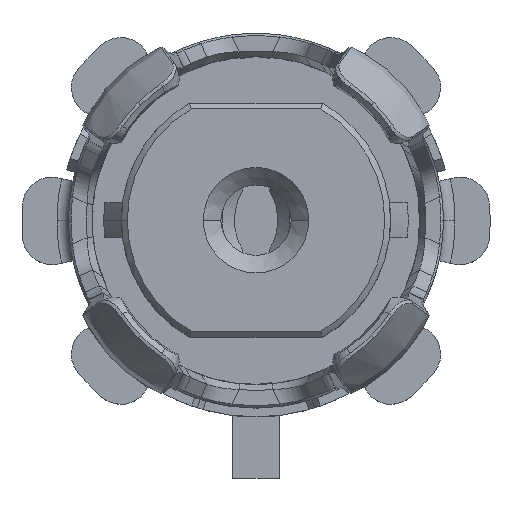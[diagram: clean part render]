
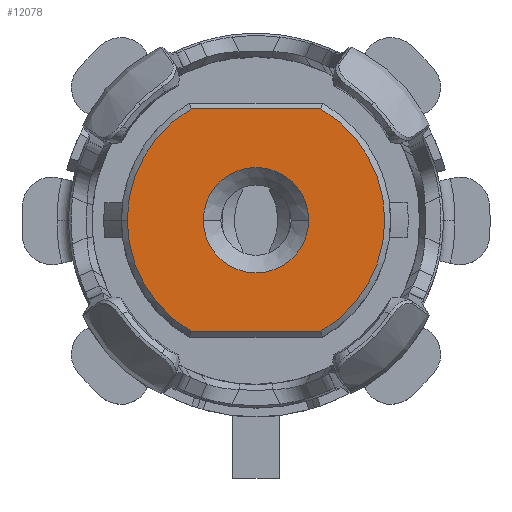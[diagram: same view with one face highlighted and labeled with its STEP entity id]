
A CAD part, top view. The second image highlights one B-rep face of the part: STEP entity #12078.
In plain terms, the highlighted planar face has unit normal (0, 0, 1).
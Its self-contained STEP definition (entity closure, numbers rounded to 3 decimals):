
#66 = DIRECTION ( 'NONE',  ( 0., 0., 1. ) ) ;
#248 = AXIS2_PLACEMENT_3D ( 'NONE', #14574, #20845, #803 ) ;
#725 = VERTEX_POINT ( 'NONE', #15261 ) ;
#803 = DIRECTION ( 'NONE',  ( -1., 0., 0. ) ) ;
#1660 = LINE ( 'NONE', #23350, #16407 ) ;
#1892 = EDGE_CURVE ( 'NONE', #17553, #8609, #3772, .T. ) ;
#2245 = CIRCLE ( 'NONE', #10750, 1.1 ) ;
#2456 = CIRCLE ( 'NONE', #5214, 1.1 ) ;
#2749 = CARTESIAN_POINT ( 'NONE',  ( 0., 0., 4.08 ) ) ;
#3772 = CIRCLE ( 'NONE', #248, 0.45 ) ;
#3796 = DIRECTION ( 'NONE',  ( 1., 0., 0. ) ) ;
#4316 = DIRECTION ( 'NONE',  ( -1., 0., 0. ) ) ;
#4968 = CARTESIAN_POINT ( 'NONE',  ( -0.555, -0.95, 4.08 ) ) ;
#5098 = ORIENTED_EDGE ( 'NONE', *, *, #24912, .T. ) ;
#5214 = AXIS2_PLACEMENT_3D ( 'NONE', #2749, #20710, #17356 ) ;
#5563 = DIRECTION ( 'NONE',  ( 0., 0., -1. ) ) ;
#6617 = AXIS2_PLACEMENT_3D ( 'NONE', #21856, #10593, #4316 ) ;
#6711 = ORIENTED_EDGE ( 'NONE', *, *, #1892, .T. ) ;
#7438 = VERTEX_POINT ( 'NONE', #13710 ) ;
#7600 = CARTESIAN_POINT ( 'NONE',  ( 0., 0., 4.08 ) ) ;
#8018 = DIRECTION ( 'NONE',  ( -1., 0., 0. ) ) ;
#8448 = FACE_OUTER_BOUND ( 'NONE', #10459, .T. ) ;
#8609 = VERTEX_POINT ( 'NONE', #20254 ) ;
#8937 = EDGE_LOOP ( 'NONE', ( #14635, #6711 ) ) ;
#9176 = DIRECTION ( 'NONE',  ( -1., 0., 0. ) ) ;
#9712 = FACE_BOUND ( 'NONE', #8937, .T. ) ;
#10459 = EDGE_LOOP ( 'NONE', ( #16701, #25075, #13010, #15879, #5098 ) ) ;
#10593 = DIRECTION ( 'NONE',  ( 0., 0., -1. ) ) ;
#10691 = EDGE_CURVE ( 'NONE', #7438, #17367, #20538, .T. ) ;
#10750 = AXIS2_PLACEMENT_3D ( 'NONE', #7600, #66, #20943 ) ;
#12078 = ADVANCED_FACE ( 'NONE', ( #8448, #9712 ), #16790, .F. ) ;
#12704 = CIRCLE ( 'NONE', #6617, 0.45 ) ;
#12785 = EDGE_CURVE ( 'NONE', #8609, #17553, #12704, .T. ) ;
#12928 = DIRECTION ( 'NONE',  ( 0., 0., 1. ) ) ;
#13010 = ORIENTED_EDGE ( 'NONE', *, *, #10691, .T. ) ;
#13056 = CARTESIAN_POINT ( 'NONE',  ( 0., 1.15, 4.08 ) ) ;
#13403 = CARTESIAN_POINT ( 'NONE',  ( 0.568, -0.95, 4.08 ) ) ;
#13710 = CARTESIAN_POINT ( 'NONE',  ( -1.1, 0., 4.08 ) ) ;
#14189 = VECTOR ( 'NONE', #3796, 1000. ) ;
#14574 = CARTESIAN_POINT ( 'NONE',  ( 0., 0., 4.08 ) ) ;
#14635 = ORIENTED_EDGE ( 'NONE', *, *, #12785, .T. ) ;
#15261 = CARTESIAN_POINT ( 'NONE',  ( 0.555, -0.95, 4.08 ) ) ;
#15879 = ORIENTED_EDGE ( 'NONE', *, *, #21257, .T. ) ;
#16217 = VERTEX_POINT ( 'NONE', #18112 ) ;
#16407 = VECTOR ( 'NONE', #9176, 1000. ) ;
#16701 = ORIENTED_EDGE ( 'NONE', *, *, #17067, .T. ) ;
#16790 = PLANE ( 'NONE',  #23034 ) ;
#17067 = EDGE_CURVE ( 'NONE', #25669, #16217, #1660, .T. ) ;
#17091 = DIRECTION ( 'NONE',  ( -1., 0., 0. ) ) ;
#17356 = DIRECTION ( 'NONE',  ( -1., 0., 0. ) ) ;
#17367 = VERTEX_POINT ( 'NONE', #4968 ) ;
#17553 = VERTEX_POINT ( 'NONE', #19956 ) ;
#18112 = CARTESIAN_POINT ( 'NONE',  ( -0.555, 0.95, 4.08 ) ) ;
#19592 = CARTESIAN_POINT ( 'NONE',  ( 0., 0., 4.08 ) ) ;
#19956 = CARTESIAN_POINT ( 'NONE',  ( -0.45, 0., 4.08 ) ) ;
#20100 = EDGE_CURVE ( 'NONE', #16217, #7438, #2456, .T. ) ;
#20254 = CARTESIAN_POINT ( 'NONE',  ( 0.45, 0., 4.08 ) ) ;
#20538 = CIRCLE ( 'NONE', #21208, 1.1 ) ;
#20710 = DIRECTION ( 'NONE',  ( 0., 0., 1. ) ) ;
#20845 = DIRECTION ( 'NONE',  ( 0., 0., -1. ) ) ;
#20943 = DIRECTION ( 'NONE',  ( -1., 0., 0. ) ) ;
#21208 = AXIS2_PLACEMENT_3D ( 'NONE', #19592, #12928, #17091 ) ;
#21257 = EDGE_CURVE ( 'NONE', #17367, #725, #22174, .T. ) ;
#21856 = CARTESIAN_POINT ( 'NONE',  ( 0., 0., 4.08 ) ) ;
#22174 = LINE ( 'NONE', #13403, #14189 ) ;
#23034 = AXIS2_PLACEMENT_3D ( 'NONE', #13056, #5563, #8018 ) ;
#23350 = CARTESIAN_POINT ( 'NONE',  ( -0.568, 0.95, 4.08 ) ) ;
#23398 = CARTESIAN_POINT ( 'NONE',  ( 0.555, 0.95, 4.08 ) ) ;
#24912 = EDGE_CURVE ( 'NONE', #725, #25669, #2245, .T. ) ;
#25075 = ORIENTED_EDGE ( 'NONE', *, *, #20100, .T. ) ;
#25669 = VERTEX_POINT ( 'NONE', #23398 ) ;
